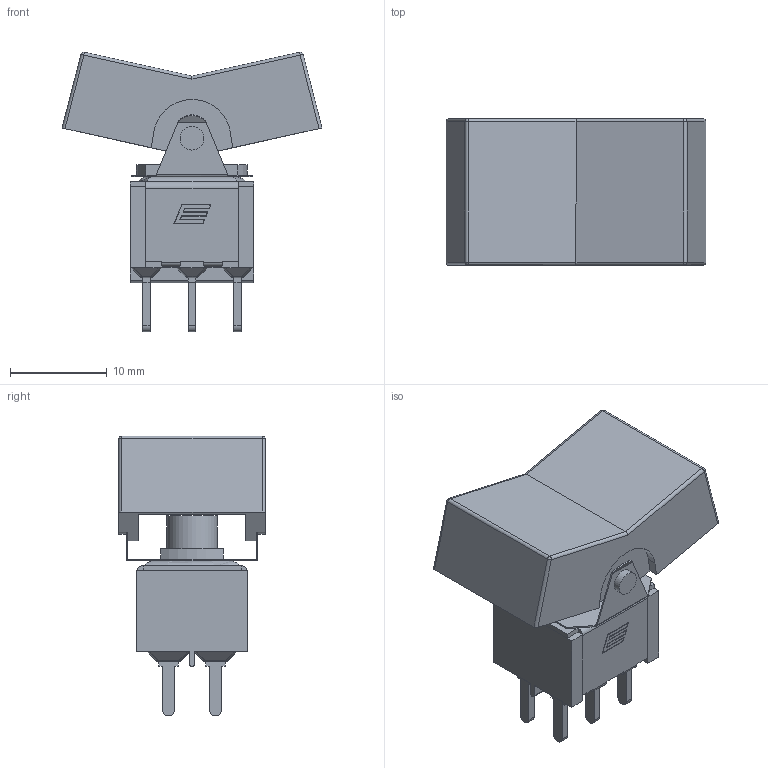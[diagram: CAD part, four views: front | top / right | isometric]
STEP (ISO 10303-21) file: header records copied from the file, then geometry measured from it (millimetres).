
FILE_DESCRIPTION(/* description */ (''),/* implementation_level */ '2;1');
FILE_NAME(/* name */ '300DPxJ3xxxM2xE.stp',/* time_stamp */ '2025-05-07T09:29:15-05:00',/* author */ ('mroman'),/* organization */ (''),/* preprocessor_version */ 'ST-DEVELOPER v18.1',/* originating_system */ 'Autodesk Inventor 2022',/* authorisation */ '');
FILE_SCHEMA (('AUTOMOTIVE_DESIGN { 1 0 10303 214 3 1 1 }'));
Length unit declared in the file: inch
Products named in the file (1): 300DPxJ3xxxM2xE
Bounding box: 26.8 x 15.11 x 28.86 mm (x, y, z)
Volume: 2107.3 mm3; surface area: 3875 mm2
Topology: 1 solids, 3 shells, 441 faces, 1148 edges, 707 vertices
Faces by surface type: plane 308, cylinder 103, sphere 28, torus 2
Full cylindrical faces by diameter (mm): 2.45 x4, 3.2 x1, 5.2 x1
Entity records: 13176 total; most frequent: CARTESIAN_POINT 2348, ORIENTED_EDGE 2240, DIRECTION 2220, EDGE_CURVE 1120, LINE 872, VECTOR 872, VERTEX_POINT 707, AXIS2_PLACEMENT_3D 674
